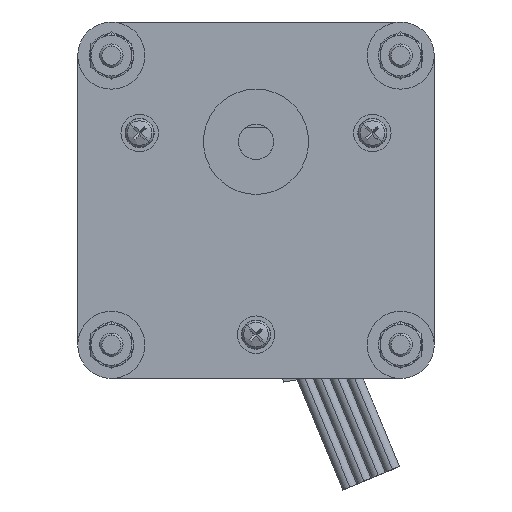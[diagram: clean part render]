
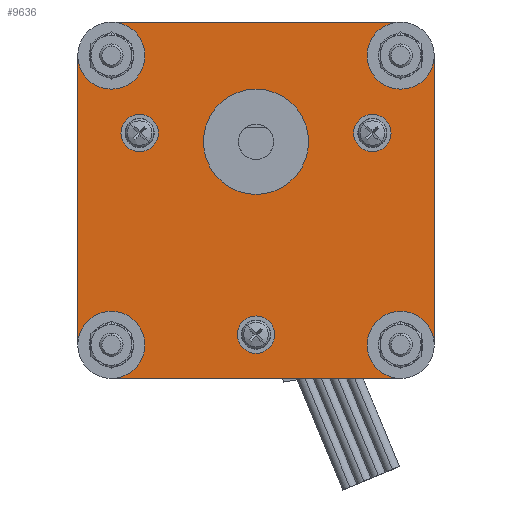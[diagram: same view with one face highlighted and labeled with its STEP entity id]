
A CAD part, left-side view. The second image highlights one B-rep face of the part: STEP entity #9636.
In plain terms, the highlighted planar face has unit normal (-1, 0, 0).
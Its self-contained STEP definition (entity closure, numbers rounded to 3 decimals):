
#8412=CARTESIAN_POINT('POINT845',(1.,0.,-29.8));
#8413=VERTEX_POINT('VERTEX845',#8412);
#8420=CARTESIAN_POINT('POINT846',(1.,0.,-36.2));
#8421=VERTEX_POINT('VERTEX846',#8420);
#8422=CARTESIAN_POINT('POS1125',(1.,0.,-33.));
#8423=DIRECTION('DIR1767',(1.,0.,0.));
#8424=DIRECTION('DIR1768',(0.,0.,1.));
#8425=AXIS2_PLACEMENT_3D('AXIS643',#8422,#8423,#8424);
#8426=CIRCLE('ELLIPSE322',#8425,3.2);
#8427=EDGE_CURVE('EDGE1351',#8421,#8413,#8426,.T.);
#8447=EDGE_CURVE('EDGE1353',#8413,#8421,#8426,.T.);
#8452=CARTESIAN_POINT('POINT847',(1.,-19.919,
   4.7));
#8453=VERTEX_POINT('VERTEX847',#8452);
#8460=CARTESIAN_POINT('POINT848',(1.,-19.919,
   -1.7));
#8461=VERTEX_POINT('VERTEX848',#8460);
#8462=CARTESIAN_POINT('POS1129',(1.,-19.919,
   1.5));
#8463=DIRECTION('DIR1773',(1.,0.,0.));
#8464=DIRECTION('DIR1774',(0.,0.,1.));
#8465=AXIS2_PLACEMENT_3D('AXIS645',#8462,#8463,#8464);
#8466=CIRCLE('ELLIPSE323',#8465,3.2);
#8467=EDGE_CURVE('EDGE1355',#8461,#8453,#8466,.T.);
#8487=EDGE_CURVE('EDGE1357',#8453,#8461,#8466,.T.);
#8492=CARTESIAN_POINT('POINT849',(1.,19.919,
   4.7));
#8493=VERTEX_POINT('VERTEX849',#8492);
#8500=CARTESIAN_POINT('POINT850',(1.,19.919,
   -1.7));
#8501=VERTEX_POINT('VERTEX850',#8500);
#8502=CARTESIAN_POINT('POS1133',(1.,19.919,
   1.5));
#8503=DIRECTION('DIR1779',(1.,0.,0.));
#8504=DIRECTION('DIR1780',(0.,0.,1.));
#8505=AXIS2_PLACEMENT_3D('AXIS647',#8502,#8503,#8504);
#8506=CIRCLE('ELLIPSE324',#8505,3.2);
#8507=EDGE_CURVE('EDGE1359',#8501,#8493,#8506,.T.);
#8527=EDGE_CURVE('EDGE1361',#8493,#8501,#8506,.T.);
#8532=CARTESIAN_POINT('POINT851',(1.,0.,9.));
#8533=VERTEX_POINT('VERTEX851',#8532);
#8541=CARTESIAN_POINT('POINT852',(1.,0.,-9.));
#8542=VERTEX_POINT('VERTEX852',#8541);
#8549=CARTESIAN_POINT('POS1138',(1.,0.,0.));
#8550=DIRECTION('DIR1786',(1.,0.,0.));
#8551=DIRECTION('DIR1787',(0.,0.,1.));
#8552=AXIS2_PLACEMENT_3D('AXIS649',#8549,#8550,#8551);
#8553=CIRCLE('ELLIPSE325',#8552,9.);
#8554=EDGE_CURVE('EDGE1364',#8533,#8542,#8553,.T.);
#8565=EDGE_CURVE('EDGE1365',#8542,#8533,#8553,.T.);
#9350=CARTESIAN_POINT('POINT890',(1.,24.75,20.5));
#9351=VERTEX_POINT('VERTEX890',#9350);
#9359=CARTESIAN_POINT('POINT891',(1.,24.75,9.));
#9360=VERTEX_POINT('VERTEX891',#9359);
#9367=CARTESIAN_POINT('POS1199',(1.,24.75,14.75));
#9368=DIRECTION('DIR1884',(1.,0.,0.));
#9369=DIRECTION('DIR1885',(0.,0.,-1.));
#9370=AXIS2_PLACEMENT_3D('AXIS686',#9367,#9368,#9369);
#9371=CIRCLE('ELLIPSE345',#9370,5.75);
#9372=EDGE_CURVE('EDGE1432',#9351,#9360,#9371,.T.);
#9421=CARTESIAN_POINT('POINT895',(1.,30.5,-34.75));
#9422=VERTEX_POINT('VERTEX895',#9421);
#9430=CARTESIAN_POINT('POINT896',(1.,19.,-34.75));
#9431=VERTEX_POINT('VERTEX896',#9430);
#9438=CARTESIAN_POINT('POS1205',(1.,24.75,-34.75));
#9439=DIRECTION('DIR1894',(1.,0.,0.));
#9440=DIRECTION('DIR1895',(0.,0.,-1.));
#9441=AXIS2_PLACEMENT_3D('AXIS690',#9438,#9439,#9440);
#9442=CIRCLE('ELLIPSE347',#9441,5.75);
#9443=EDGE_CURVE('EDGE1438',#9422,#9431,#9442,.T.);
#9488=CARTESIAN_POINT('POINT899',(1.,-24.75,-40.5));
#9489=VERTEX_POINT('VERTEX899',#9488);
#9497=CARTESIAN_POINT('POINT900',(1.,-24.75,-29.));
#9498=VERTEX_POINT('VERTEX900',#9497);
#9505=CARTESIAN_POINT('POS1211',(1.,-24.75,-34.75));
#9506=DIRECTION('DIR1904',(1.,0.,0.));
#9507=DIRECTION('DIR1905',(0.,0.,-1.));
#9508=AXIS2_PLACEMENT_3D('AXIS694',#9505,#9506,#9507);
#9509=CIRCLE('ELLIPSE349',#9508,5.75);
#9510=EDGE_CURVE('EDGE1443',#9489,#9498,#9509,.T.);
#9559=ORIENTED_EDGE('COEDGE2839',*,*,#8565,.T.);
#9560=ORIENTED_EDGE('COEDGE2840',*,*,#8554,.T.);
#9561=EDGE_LOOP('NONE',(#9559,#9560));
#9562=FACE_BOUND('LOOP1',#9561,.T.);
#9563=ORIENTED_EDGE('COEDGE2841',*,*,#8527,.T.);
#9564=ORIENTED_EDGE('COEDGE2842',*,*,#8507,.T.);
#9565=EDGE_LOOP('NONE',(#9563,#9564));
#9566=FACE_BOUND('LOOP1',#9565,.T.);
#9567=ORIENTED_EDGE('COEDGE2843',*,*,#8487,.T.);
#9568=ORIENTED_EDGE('COEDGE2844',*,*,#8467,.T.);
#9569=EDGE_LOOP('NONE',(#9567,#9568));
#9570=FACE_BOUND('LOOP1',#9569,.T.);
#9571=ORIENTED_EDGE('COEDGE2845',*,*,#8447,.T.);
#9572=ORIENTED_EDGE('COEDGE2846',*,*,#8427,.T.);
#9573=EDGE_LOOP('NONE',(#9571,#9572));
#9574=FACE_BOUND('LOOP1',#9573,.T.);
#9575=ORIENTED_EDGE('COEDGE2847',*,*,#9443,.T.);
#9576=CARTESIAN_POINT('POINT904',(1.,24.75,-40.5));
#9577=VERTEX_POINT('VERTEX904',#9576);
#9578=EDGE_CURVE('EDGE1447',#9431,#9577,#9442,.T.);
#9579=ORIENTED_EDGE('COEDGE2848',*,*,#9578,.T.);
#9580=CARTESIAN_POINT('POS1215',(1.,24.75,-40.5));
#9581=DIRECTION('DIR1912',(0.,-1.,0.));
#9582=VECTOR('VEC518',#9581,1.);
#9583=LINE('STRAIGHT518',#9580,#9582);
#9584=EDGE_CURVE('EDGE1448',#9577,#9489,#9583,.T.);
#9585=ORIENTED_EDGE('COEDGE2849',*,*,#9584,.T.);
#9586=ORIENTED_EDGE('COEDGE2850',*,*,#9510,.T.);
#9587=CARTESIAN_POINT('POINT905',(1.,-30.5,-34.75));
#9588=VERTEX_POINT('VERTEX905',#9587);
#9589=EDGE_CURVE('EDGE1449',#9498,#9588,#9509,.T.);
#9590=ORIENTED_EDGE('COEDGE2851',*,*,#9589,.T.);
#9591=CARTESIAN_POINT('POINT906',(1.,-30.5,14.75));
#9592=VERTEX_POINT('VERTEX906',#9591);
#9593=CARTESIAN_POINT('POS1216',(1.,-30.5,-10.));
#9594=DIRECTION('DIR1913',(0.,0.,1.));
#9595=VECTOR('VEC519',#9594,1.);
#9596=LINE('STRAIGHT519',#9593,#9595);
#9597=EDGE_CURVE('EDGE1450',#9588,#9592,#9596,.T.);
#9598=ORIENTED_EDGE('COEDGE2852',*,*,#9597,.T.);
#9599=CARTESIAN_POINT('POINT907',(1.,-19.,14.75));
#9600=VERTEX_POINT('VERTEX907',#9599);
#9601=CARTESIAN_POINT('POS1217',(1.,-24.75,14.75));
#9602=DIRECTION('DIR1914',(1.,0.,0.));
#9603=DIRECTION('DIR1915',(0.,0.,-1.));
#9604=AXIS2_PLACEMENT_3D('AXIS698',#9601,#9602,#9603);
#9605=CIRCLE('ELLIPSE351',#9604,5.75);
#9606=EDGE_CURVE('EDGE1451',#9592,#9600,#9605,.T.);
#9607=ORIENTED_EDGE('COEDGE2853',*,*,#9606,.T.);
#9608=CARTESIAN_POINT('POINT908',(1.,-24.75,20.5));
#9609=VERTEX_POINT('VERTEX908',#9608);
#9610=EDGE_CURVE('EDGE1452',#9600,#9609,#9605,.T.);
#9611=ORIENTED_EDGE('COEDGE2854',*,*,#9610,.T.);
#9612=CARTESIAN_POINT('POS1218',(1.,-24.75,20.5));
#9613=DIRECTION('DIR1916',(0.,1.,0.));
#9614=VECTOR('VEC520',#9613,1.);
#9615=LINE('STRAIGHT520',#9612,#9614);
#9616=EDGE_CURVE('EDGE1453',#9609,#9351,#9615,.T.);
#9617=ORIENTED_EDGE('COEDGE2855',*,*,#9616,.T.);
#9618=ORIENTED_EDGE('COEDGE2856',*,*,#9372,.T.);
#9619=CARTESIAN_POINT('POINT909',(1.,30.5,14.75));
#9620=VERTEX_POINT('VERTEX909',#9619);
#9621=EDGE_CURVE('EDGE1454',#9360,#9620,#9371,.T.);
#9622=ORIENTED_EDGE('COEDGE2857',*,*,#9621,.T.);
#9623=CARTESIAN_POINT('POS1219',(1.,30.5,14.75));
#9624=DIRECTION('DIR1917',(0.,0.,-1.));
#9625=VECTOR('VEC521',#9624,1.);
#9626=LINE('STRAIGHT521',#9623,#9625);
#9627=EDGE_CURVE('EDGE1455',#9620,#9422,#9626,.T.);
#9628=ORIENTED_EDGE('COEDGE2858',*,*,#9627,.T.);
#9629=EDGE_LOOP('NONE',(#9575,#9579,#9585,#9586,#9590,#9598,#9607,#9611,
   #9617,#9618,#9622,#9628));
#9630=FACE_BOUND('LOOP1',#9629,.T.);
#9631=CARTESIAN_POINT('POS1220',(1.,0.,
   -10.));
#9632=DIRECTION('DIR1918',(1.,0.,0.));
#9633=DIRECTION('DIR1919',(0.,1.,0.));
#9634=AXIS2_PLACEMENT_3D('AXIS699',#9631,#9632,#9633);
#9635=PLANE('PLANE205',#9634);
#9636=ADVANCED_FACE('FACE577',(#9562,#9566,#9570,#9574,#9630),#9635,.F.)
   ;
